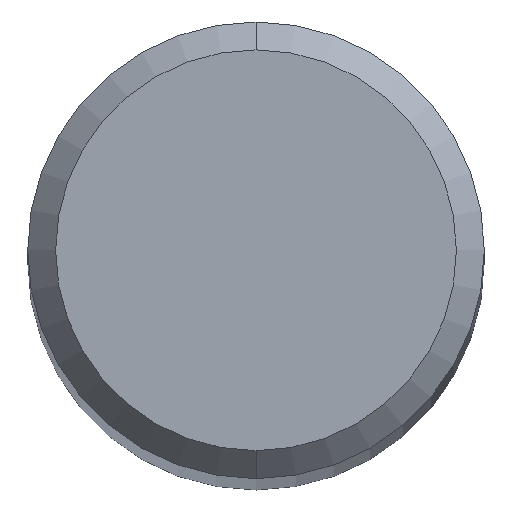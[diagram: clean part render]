
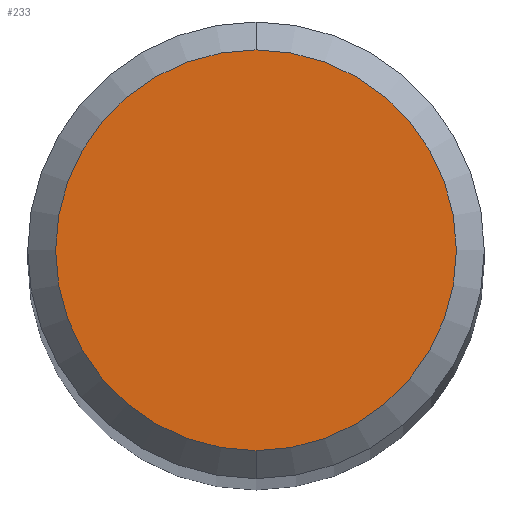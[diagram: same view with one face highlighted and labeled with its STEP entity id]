
A CAD part, top view. The second image highlights one B-rep face of the part: STEP entity #233.
In plain terms, the highlighted planar face has unit normal (0, 0, 1).
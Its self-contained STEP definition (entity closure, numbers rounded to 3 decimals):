
#233=ADVANCED_FACE('',(#622),#623,.T.);
#241=VERTEX_POINT('',#631);
#423=VERTEX_POINT('',#832);
#439=EDGE_CURVE('',#423,#241,#851,.T.);
#567=EDGE_CURVE('',#241,#423,#993,.T.);
#622=FACE_OUTER_BOUND('',#1052,.T.);
#623=PLANE('',#1053);
#631=CARTESIAN_POINT('',(0.0,2.15,0.0));
#832=CARTESIAN_POINT('',(0.,-2.15,0.0));
#851=CIRCLE('',#1494,2.15);
#993=CIRCLE('',#1726,2.15);
#1052=EDGE_LOOP('',(#1806,#1807));
#1053=AXIS2_PLACEMENT_3D('',#1808,#1809,#1810);
#1494=AXIS2_PLACEMENT_3D('',#2058,#2059,#2060);
#1726=AXIS2_PLACEMENT_3D('',#2237,#2238,#2239);
#1806=ORIENTED_EDGE('',*,*,#567,.F.);
#1807=ORIENTED_EDGE('',*,*,#439,.F.);
#1808=CARTESIAN_POINT('',(0.0,1.075,0.0));
#1809=DIRECTION('',(-0.0,0.0,1.0));
#1810=DIRECTION('',(0.0,-1.0,0.0));
#2058=CARTESIAN_POINT('',(0.0,0.0,0.0));
#2059=DIRECTION('',(0.0,0.0,-1.0));
#2060=DIRECTION('',(0.0,1.0,0.0));
#2237=CARTESIAN_POINT('',(0.0,0.0,0.0));
#2238=DIRECTION('',(0.0,0.0,-1.0));
#2239=DIRECTION('',(0.0,1.0,0.0));
